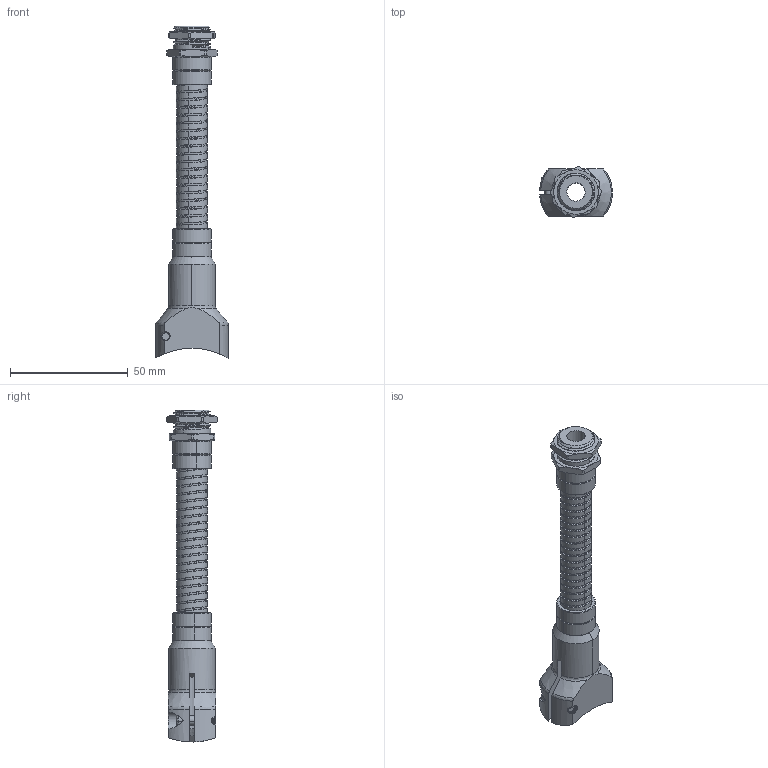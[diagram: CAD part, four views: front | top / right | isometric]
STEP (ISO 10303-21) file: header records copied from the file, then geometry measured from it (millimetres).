
FILE_DESCRIPTION((''),'2;1');
FILE_NAME('CAD-8529','2022-10-17T10:23:28',('creinig-se'),(''),'CREO PARAMETRIC BY PTC INC, 2019292','CREO PARAMETRIC BY PTC INC, 2019292','');
FILE_SCHEMA(('CONFIG_CONTROL_DESIGN','SHAPE_APPEARANCE_LAYERS_GROUPS'));
Length unit declared in the file: millimetre
Products named in the file (1): CAD-8529
Bounding box: 30.95 x 21.46 x 141.14 mm (x, y, z)
Volume: 17822.6 mm3; surface area: 17625.5 mm2
Topology: 1 solids, 1 shells, 421 faces, 1415 edges, 1007 vertices
Faces by surface type: cylinder 194, torus 113, cone 46, plane 45, bspline 23
Entity records: 28196 total; most frequent: CARTESIAN_POINT 12619, ORIENTED_EDGE 2830, DIRECTION 1808, PRESENTATION_STYLE_ASSIGNMENT 1416, STYLED_ITEM 1416, CURVE_STYLE 1415, EDGE_CURVE 1415, VERTEX_POINT 1007
